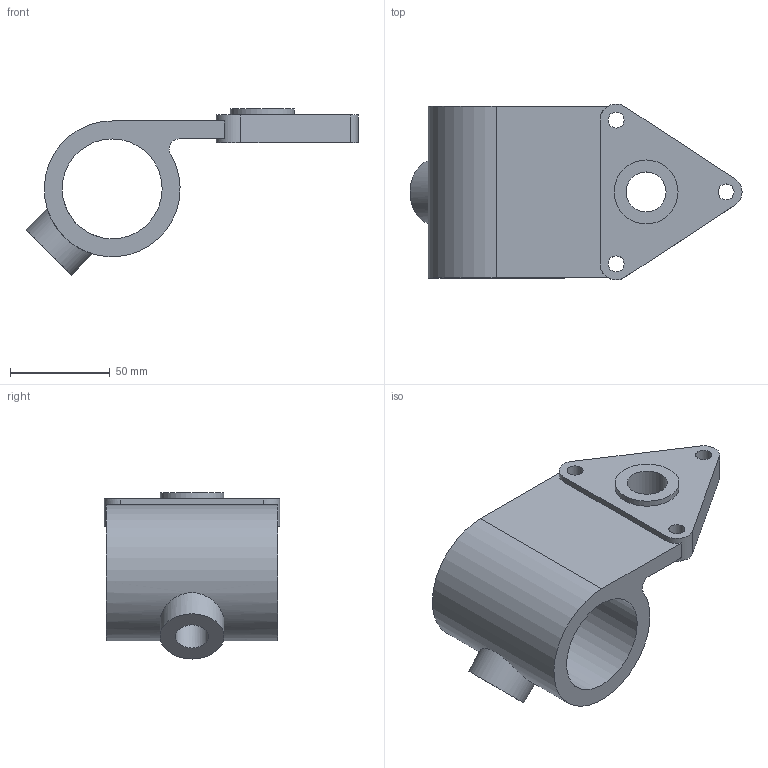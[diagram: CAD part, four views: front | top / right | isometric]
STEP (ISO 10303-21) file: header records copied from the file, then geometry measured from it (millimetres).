
FILE_DESCRIPTION(/* description */ (''),/* implementation_level */ '2;1');
FILE_NAME(/* name */ 'Part 033.stp',/* time_stamp */ '2015-02-21T09:54:14+02:00',/* author */ ('SFC'),/* organization */ (''),/* preprocessor_version */ 'ST-DEVELOPER v15.2',/* originating_system */ 'Autodesk Inventor 2014',/* authorisation */ '');
FILE_SCHEMA (('AUTOMOTIVE_DESIGN { 1 0 10303 214 3 1 1 }'));
Length unit declared in the file: millimetre
Products named in the file (1): Part 033
Bounding box: 166.13 x 87.95 x 83.13 mm (x, y, z)
Volume: 227134.9 mm3; surface area: 53759.6 mm2
Topology: 1 solids, 1 shells, 25 faces, 69 edges, 48 vertices
Faces by surface type: cylinder 13, plane 12
Full cylindrical faces by diameter (mm): 8 x3, 16.376 x1, 20 x1, 32 x2, 50 x1
Entity records: 874 total; most frequent: CARTESIAN_POINT 213, DIRECTION 133, ORIENTED_EDGE 110, EDGE_CURVE 55, AXIS2_PLACEMENT_3D 54, EDGE_LOOP 47, VERTEX_POINT 42, CIRCLE 28
